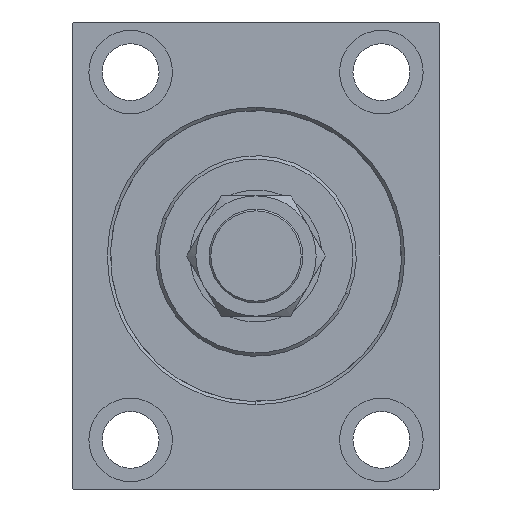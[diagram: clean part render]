
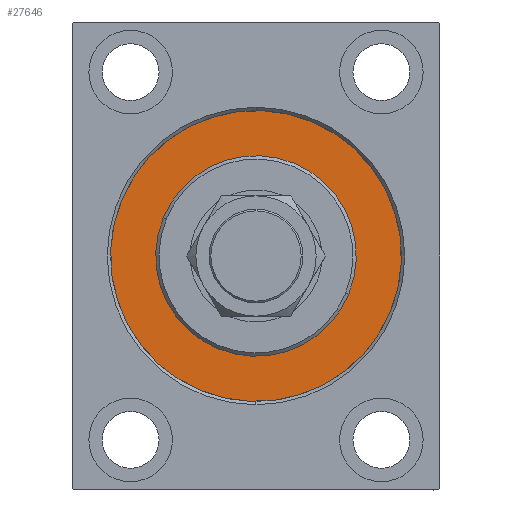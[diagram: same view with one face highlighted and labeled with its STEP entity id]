
A CAD part, left-side view. The second image highlights one B-rep face of the part: STEP entity #27646.
In plain terms, the highlighted face is planar.
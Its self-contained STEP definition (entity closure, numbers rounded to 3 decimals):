
#128 = DIRECTION ( 'NONE',  ( 0., 0., -1. ) ) ;
#1955 = VERTEX_POINT ( 'NONE', #13271 ) ;
#2022 = AXIS2_PLACEMENT_3D ( 'NONE', #36546, #35855, #18931 ) ;
#2184 = CARTESIAN_POINT ( 'NONE',  ( 0., 0., -43.5 ) ) ;
#3795 = CARTESIAN_POINT ( 'NONE',  ( 0., 0., 0. ) ) ;
#5698 = AXIS2_PLACEMENT_3D ( 'NONE', #6083, #45166, #7001 ) ;
#5999 = ORIENTED_EDGE ( 'NONE', *, *, #22205, .F. ) ;
#6083 = CARTESIAN_POINT ( 'NONE',  ( 0., 0., 0. ) ) ;
#6278 = AXIS2_PLACEMENT_3D ( 'NONE', #26894, #34305, #37563 ) ;
#6342 = ORIENTED_EDGE ( 'NONE', *, *, #30774, .F. ) ;
#6952 = CARTESIAN_POINT ( 'NONE',  ( 0., 0., -30. ) ) ;
#7001 = DIRECTION ( 'NONE',  ( 0., 0., -1. ) ) ;
#7262 = FACE_OUTER_BOUND ( 'NONE', #39973, .T. ) ;
#7387 = EDGE_LOOP ( 'NONE', ( #6342, #5999 ) ) ;
#7484 = DIRECTION ( 'NONE',  ( 0., 0., 1. ) ) ;
#10213 = VERTEX_POINT ( 'NONE', #22064 ) ;
#10888 = CIRCLE ( 'NONE', #2022, 43.5 ) ;
#13271 = CARTESIAN_POINT ( 'NONE',  ( 0., 0., 30. ) ) ;
#15284 = CIRCLE ( 'NONE', #5698, 30. ) ;
#18579 = ORIENTED_EDGE ( 'NONE', *, *, #32196, .F. ) ;
#18931 = DIRECTION ( 'NONE',  ( 0., 0., 1. ) ) ;
#20277 = VERTEX_POINT ( 'NONE', #6952 ) ;
#22064 = CARTESIAN_POINT ( 'NONE',  ( 0., 0., 43.5 ) ) ;
#22205 = EDGE_CURVE ( 'NONE', #20277, #1955, #15284, .T. ) ;
#25917 = VERTEX_POINT ( 'NONE', #2184 ) ;
#26166 = DIRECTION ( 'NONE',  ( 1., 0., 0. ) ) ;
#26894 = CARTESIAN_POINT ( 'NONE',  ( 0., 0., 0. ) ) ;
#27646 = ADVANCED_FACE ( 'NONE', ( #27866, #7262 ), #35495, .F. ) ;
#27866 = FACE_BOUND ( 'NONE', #7387, .T. ) ;
#30774 = EDGE_CURVE ( 'NONE', #1955, #20277, #38764, .T. ) ;
#32196 = EDGE_CURVE ( 'NONE', #10213, #25917, #44675, .T. ) ;
#33117 = CARTESIAN_POINT ( 'NONE',  ( 0., 0., 0. ) ) ;
#34305 = DIRECTION ( 'NONE',  ( -1., 0., 0. ) ) ;
#34319 = AXIS2_PLACEMENT_3D ( 'NONE', #33117, #26166, #128 ) ;
#35495 = PLANE ( 'NONE',  #39103 ) ;
#35855 = DIRECTION ( 'NONE',  ( -1., 0., 0. ) ) ;
#36546 = CARTESIAN_POINT ( 'NONE',  ( 0., 0., 0. ) ) ;
#36564 = ORIENTED_EDGE ( 'NONE', *, *, #38421, .F. ) ;
#37563 = DIRECTION ( 'NONE',  ( 0., 0., 1. ) ) ;
#38421 = EDGE_CURVE ( 'NONE', #25917, #10213, #10888, .T. ) ;
#38764 = CIRCLE ( 'NONE', #34319, 30. ) ;
#39103 = AXIS2_PLACEMENT_3D ( 'NONE', #3795, #41983, #7484 ) ;
#39973 = EDGE_LOOP ( 'NONE', ( #36564, #18579 ) ) ;
#41983 = DIRECTION ( 'NONE',  ( -1., 0., 0. ) ) ;
#44675 = CIRCLE ( 'NONE', #6278, 43.5 ) ;
#45166 = DIRECTION ( 'NONE',  ( 1., 0., 0. ) ) ;
